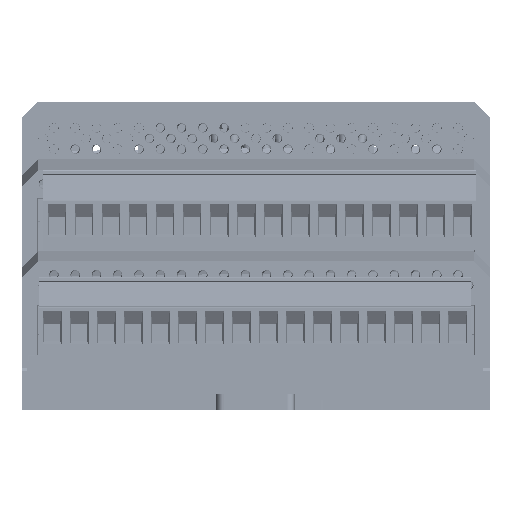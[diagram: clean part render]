
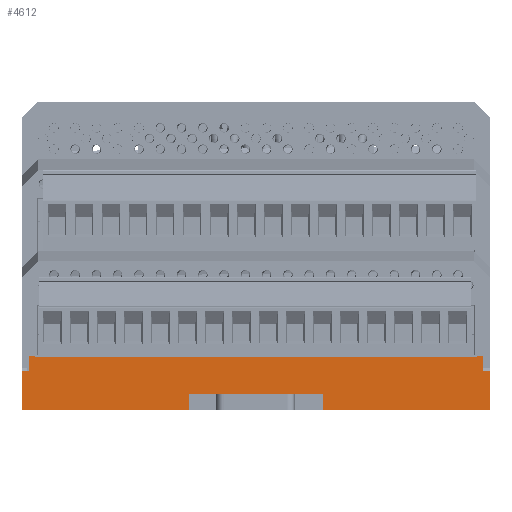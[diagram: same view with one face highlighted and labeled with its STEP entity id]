
A CAD part, front view. The second image highlights one B-rep face of the part: STEP entity #4612.
In plain terms, the highlighted planar face has unit normal (0, -1, 0).
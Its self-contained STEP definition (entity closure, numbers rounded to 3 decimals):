
#4612=ADVANCED_FACE('',(#48525),#48527,.T.);
#48525=FACE_BOUND('',#48526,.T.);
#48526=EDGE_LOOP('',(#85239,#85240,#85241,#85242,#85243,#85244,#85245,#85246,#85247,
#85248,#85249,#85250,#85251,#85252,#85253,#85254));
#48527=PLANE('',#48528);
#48528=AXIS2_PLACEMENT_3D('',#48529,#48530,#48531);
#48529=CARTESIAN_POINT('',(51.5,-55.387,-2.));
#48530=DIRECTION('',(0.,-1.,0.));
#48531=DIRECTION('',(0.,0.,1.));
#85239=ORIENTED_EDGE('',*,*,#110675,.T.);
#85240=ORIENTED_EDGE('',*,*,#110676,.F.);
#85241=ORIENTED_EDGE('',*,*,#110677,.T.);
#85242=ORIENTED_EDGE('',*,*,#110678,.T.);
#85243=ORIENTED_EDGE('',*,*,#110679,.F.);
#85244=ORIENTED_EDGE('',*,*,#110680,.T.);
#85245=ORIENTED_EDGE('',*,*,#110681,.T.);
#85246=ORIENTED_EDGE('',*,*,#110682,.T.);
#85247=ORIENTED_EDGE('',*,*,#110683,.T.);
#85248=ORIENTED_EDGE('',*,*,#110649,.T.);
#85249=ORIENTED_EDGE('',*,*,#110684,.T.);
#85250=ORIENTED_EDGE('',*,*,#109898,.T.);
#85251=ORIENTED_EDGE('',*,*,#110018,.T.);
#85252=ORIENTED_EDGE('',*,*,#110167,.F.);
#85253=ORIENTED_EDGE('',*,*,#110685,.T.);
#85254=ORIENTED_EDGE('',*,*,#110686,.T.);
#109898=EDGE_CURVE('',#123057,#123055,#123058,.T.);
#110018=EDGE_CURVE('',#123055,#123264,#123266,.T.);
#110167=EDGE_CURVE('',#123518,#123264,#123520,.T.);
#110649=EDGE_CURVE('',#124322,#124320,#124323,.T.);
#110675=EDGE_CURVE('',#124372,#124373,#124374,.T.);
#110676=EDGE_CURVE('',#124375,#124373,#124376,.T.);
#110677=EDGE_CURVE('',#124375,#124377,#124378,.T.);
#110678=EDGE_CURVE('',#124377,#124379,#124380,.T.);
#110679=EDGE_CURVE('',#124381,#124379,#124382,.T.);
#110680=EDGE_CURVE('',#124381,#124383,#124384,.T.);
#110681=EDGE_CURVE('',#124383,#124385,#124386,.T.);
#110682=EDGE_CURVE('',#124385,#124387,#124388,.T.);
#110683=EDGE_CURVE('',#124387,#124322,#124389,.T.);
#110684=EDGE_CURVE('',#124320,#123057,#124390,.T.);
#110685=EDGE_CURVE('',#123518,#124391,#124392,.T.);
#110686=EDGE_CURVE('',#124391,#124372,#124393,.T.);
#123055=VERTEX_POINT('',#145106);
#123057=VERTEX_POINT('',#145110);
#123058=LINE('',#145111,#145112);
#123264=VERTEX_POINT('',#145555);
#123266=LINE('',#145559,#145560);
#123518=VERTEX_POINT('',#146135);
#123520=LINE('',#146139,#146140);
#124320=VERTEX_POINT('',#148005);
#124322=VERTEX_POINT('',#148009);
#124323=LINE('',#148010,#148011);
#124372=VERTEX_POINT('',#148111);
#124373=VERTEX_POINT('',#148112);
#124374=LINE('',#148113,#148114);
#124375=VERTEX_POINT('',#148116);
#124376=LINE('',#148117,#148118);
#124377=VERTEX_POINT('',#148120);
#124378=LINE('',#148121,#148122);
#124379=VERTEX_POINT('',#148124);
#124380=LINE('',#148125,#148126);
#124381=VERTEX_POINT('',#148128);
#124382=LINE('',#148129,#148130);
#124383=VERTEX_POINT('',#148132);
#124384=LINE('',#148133,#148134);
#124385=VERTEX_POINT('',#148136);
#124386=LINE('',#148137,#148138);
#124387=VERTEX_POINT('',#148140);
#124388=LINE('',#148141,#148142);
#124389=LINE('',#148144,#148145);
#124390=LINE('',#148147,#148148);
#124391=VERTEX_POINT('',#148150);
#124392=LINE('',#148151,#148152);
#124393=LINE('',#148154,#148155);
#145106=CARTESIAN_POINT('',(23.134,-55.387,7.9));
#145110=CARTESIAN_POINT('',(23.136,-55.387,8.15));
#145111=CARTESIAN_POINT('',(23.136,-55.387,8.15));
#145112=VECTOR('',#145113,1.);
#145113=DIRECTION('',(-0.007,0.,-1.));
#145555=CARTESIAN_POINT('',(-60.134,-55.387,7.9));
#145559=CARTESIAN_POINT('',(23.134,-55.387,7.9));
#145560=VECTOR('',#145561,1.);
#145561=DIRECTION('',(-1.,0.,0.));
#146135=CARTESIAN_POINT('',(-60.136,-55.387,8.15));
#146139=CARTESIAN_POINT('',(-60.136,-55.387,8.15));
#146140=VECTOR('',#146141,1.);
#146141=DIRECTION('',(0.007,0.,-1.));
#148005=CARTESIAN_POINT('',(24.166,-55.387,8.15));
#148009=CARTESIAN_POINT('',(24.195,-55.387,5.399));
#148010=CARTESIAN_POINT('',(24.195,-55.387,5.399));
#148011=VECTOR('',#148012,1.);
#148012=DIRECTION('',(-0.01,0.,1.));
#148111=CARTESIAN_POINT('',(-61.195,-55.387,5.399));
#148112=CARTESIAN_POINT('',(-62.5,-55.387,5.39));
#148113=CARTESIAN_POINT('',(-61.195,-55.387,5.399));
#148114=VECTOR('',#148115,1.);
#148115=DIRECTION('',(-1.,0.,-0.007));
#148116=CARTESIAN_POINT('',(-62.5,-55.387,-2.));
#148117=CARTESIAN_POINT('',(-62.5,-55.387,-2.));
#148118=VECTOR('',#148119,1.);
#148119=DIRECTION('',(0.,0.,1.));
#148120=CARTESIAN_POINT('',(-31.05,-55.387,-2.));
#148121=CARTESIAN_POINT('',(-62.5,-55.387,-2.));
#148122=VECTOR('',#148123,1.);
#148123=DIRECTION('',(1.,0.,0.));
#148124=CARTESIAN_POINT('',(-31.05,-55.387,1.));
#148125=CARTESIAN_POINT('',(-31.05,-55.387,-2.));
#148126=VECTOR('',#148127,1.);
#148127=DIRECTION('',(0.,0.,1.));
#148128=CARTESIAN_POINT('',(-5.95,-55.387,1.));
#148129=CARTESIAN_POINT('',(-5.95,-55.387,1.));
#148130=VECTOR('',#148131,1.);
#148131=DIRECTION('',(-1.,0.,0.));
#148132=CARTESIAN_POINT('',(-5.95,-55.387,-2.));
#148133=CARTESIAN_POINT('',(-5.95,-55.387,1.));
#148134=VECTOR('',#148135,1.);
#148135=DIRECTION('',(0.,0.,-1.));
#148136=CARTESIAN_POINT('',(25.5,-55.387,-2.));
#148137=CARTESIAN_POINT('',(-5.95,-55.387,-2.));
#148138=VECTOR('',#148139,1.);
#148139=DIRECTION('',(1.,0.,0.));
#148140=CARTESIAN_POINT('',(25.5,-55.387,5.39));
#148141=CARTESIAN_POINT('',(25.5,-55.387,-2.));
#148142=VECTOR('',#148143,1.);
#148143=DIRECTION('',(0.,0.,1.));
#148144=CARTESIAN_POINT('',(25.5,-55.387,5.39));
#148145=VECTOR('',#148146,1.);
#148146=DIRECTION('',(-1.,0.,0.007));
#148147=CARTESIAN_POINT('',(24.166,-55.387,8.15));
#148148=VECTOR('',#148149,1.);
#148149=DIRECTION('',(-1.,0.,0.));
#148150=CARTESIAN_POINT('',(-61.166,-55.387,8.15));
#148151=CARTESIAN_POINT('',(-60.136,-55.387,8.15));
#148152=VECTOR('',#148153,1.);
#148153=DIRECTION('',(-1.,0.,0.));
#148154=CARTESIAN_POINT('',(-61.166,-55.387,8.15));
#148155=VECTOR('',#148156,1.);
#148156=DIRECTION('',(-0.01,0.,-1.));
